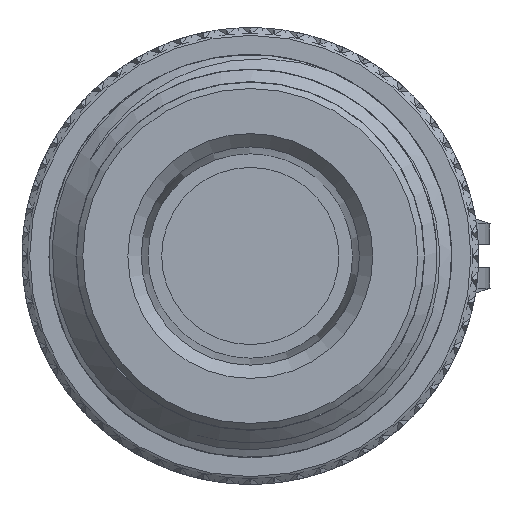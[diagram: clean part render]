
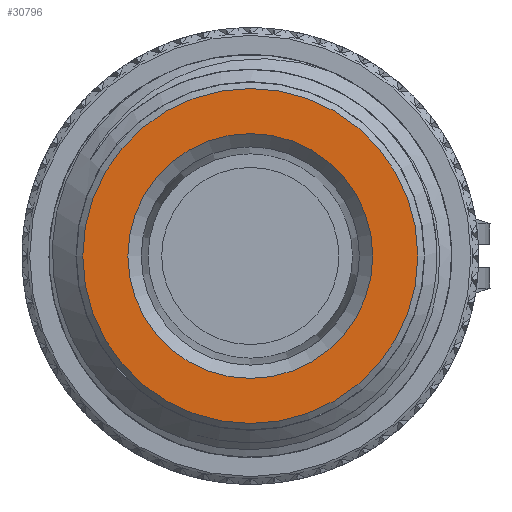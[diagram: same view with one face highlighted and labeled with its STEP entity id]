
A CAD part, left-side view. The second image highlights one B-rep face of the part: STEP entity #30796.
In plain terms, the highlighted planar face has unit normal (-1, 0, 0).
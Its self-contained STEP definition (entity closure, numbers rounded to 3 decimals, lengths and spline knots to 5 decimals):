
#1173 = EDGE_LOOP ( 'NONE', ( #40660 ) ) ;
#4146 = DIRECTION ( 'NONE',  ( 1., 0., 0. ) ) ;
#6139 = DIRECTION ( 'NONE',  ( 0., 0., 1. ) ) ;
#7674 = CIRCLE ( 'NONE', #52869, 0.26 ) ;
#7754 = DIRECTION ( 'NONE',  ( 0., 0., 1. ) ) ;
#7978 = EDGE_CURVE ( 'NONE', #22051, #22051, #7674, .T. ) ;
#14819 = DIRECTION ( 'NONE',  ( 0., 0., -1. ) ) ;
#14970 = FACE_BOUND ( 'NONE', #1173, .T. ) ;
#16218 = CARTESIAN_POINT ( 'NONE',  ( 0., 0., -0.26 ) ) ;
#22051 = VERTEX_POINT ( 'NONE', #16218 ) ;
#29107 = CARTESIAN_POINT ( 'NONE',  ( 0., 0., 0. ) ) ;
#30795 = FACE_OUTER_BOUND ( 'NONE', #32690, .T. ) ;
#30796 = ADVANCED_FACE ( 'NONE', ( #14970, #30795 ), #64293, .T. ) ;
#32604 = CARTESIAN_POINT ( 'NONE',  ( 0., 0., 0. ) ) ;
#32690 = EDGE_LOOP ( 'NONE', ( #58709 ) ) ;
#35902 = AXIS2_PLACEMENT_3D ( 'NONE', #32604, #37873, #6139 ) ;
#35915 = CARTESIAN_POINT ( 'NONE',  ( 0., 0., 0. ) ) ;
#37873 = DIRECTION ( 'NONE',  ( -1., 0., 0. ) ) ;
#40660 = ORIENTED_EDGE ( 'NONE', *, *, #60754, .T. ) ;
#49357 = CARTESIAN_POINT ( 'NONE',  ( 0., 0., 0.19 ) ) ;
#49975 = DIRECTION ( 'NONE',  ( 1., 0., 0. ) ) ;
#52869 = AXIS2_PLACEMENT_3D ( 'NONE', #35915, #4146, #14819 ) ;
#54378 = AXIS2_PLACEMENT_3D ( 'NONE', #29107, #49975, #7754 ) ;
#58709 = ORIENTED_EDGE ( 'NONE', *, *, #7978, .F. ) ;
#60754 = EDGE_CURVE ( 'NONE', #63443, #63443, #65473, .T. ) ;
#63443 = VERTEX_POINT ( 'NONE', #49357 ) ;
#64293 = PLANE ( 'NONE',  #35902 ) ;
#65473 = CIRCLE ( 'NONE', #54378, 0.19 ) ;
